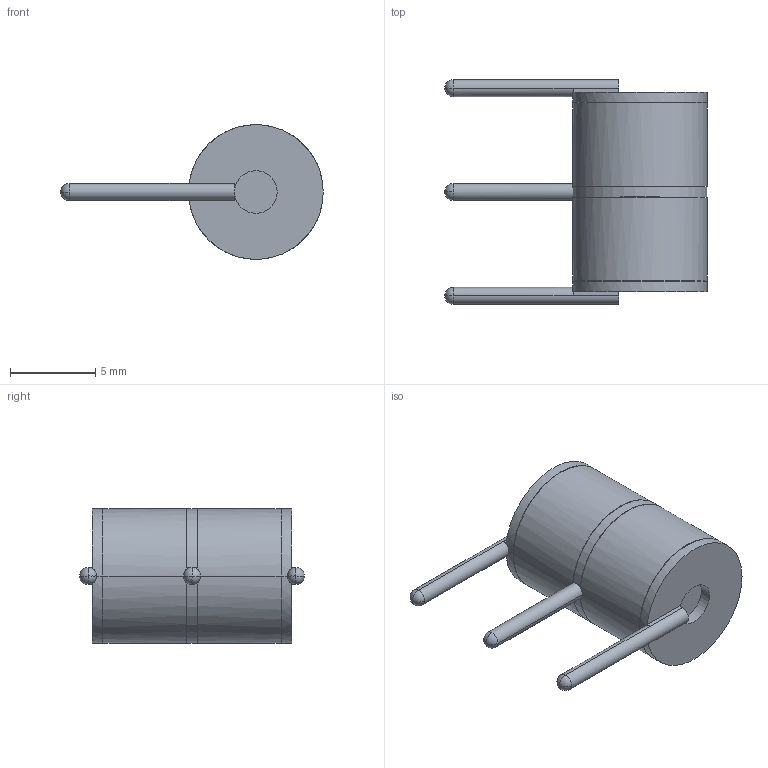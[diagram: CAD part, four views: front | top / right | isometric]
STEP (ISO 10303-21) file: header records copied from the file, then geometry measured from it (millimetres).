
FILE_DESCRIPTION((''),'2;1');
FILE_NAME('2026-XX-C4','2012-07-27T',('ryans'),('Bourns, Inc.'),'PRO/ENGINEER BY PARAMETRIC TECHNOLOGY CORPORATION, 2010100','PRO/ENGINEER BY PARAMETRIC TECHNOLOGY CORPORATION, 2010100','');
FILE_SCHEMA(('CONFIG_CONTROL_DESIGN'));
Length unit declared in the file: millimetre
Products named in the file (1): 2026-XX-C4
Bounding box: 15.4 x 13.2 x 7.9 mm (x, y, z)
Volume: 329.7 mm3; surface area: 834.1 mm2
Topology: 1 solids, 2 shells, 65 faces, 150 edges, 93 vertices
Faces by surface type: cylinder 27, plane 26, sphere 12
Entity records: 2010 total; most frequent: CARTESIAN_POINT 460, DIRECTION 332, ORIENTED_EDGE 300, EDGE_CURVE 150, AXIS2_PLACEMENT_3D 131, VERTEX_POINT 93, EDGE_LOOP 73, VECTOR 70
